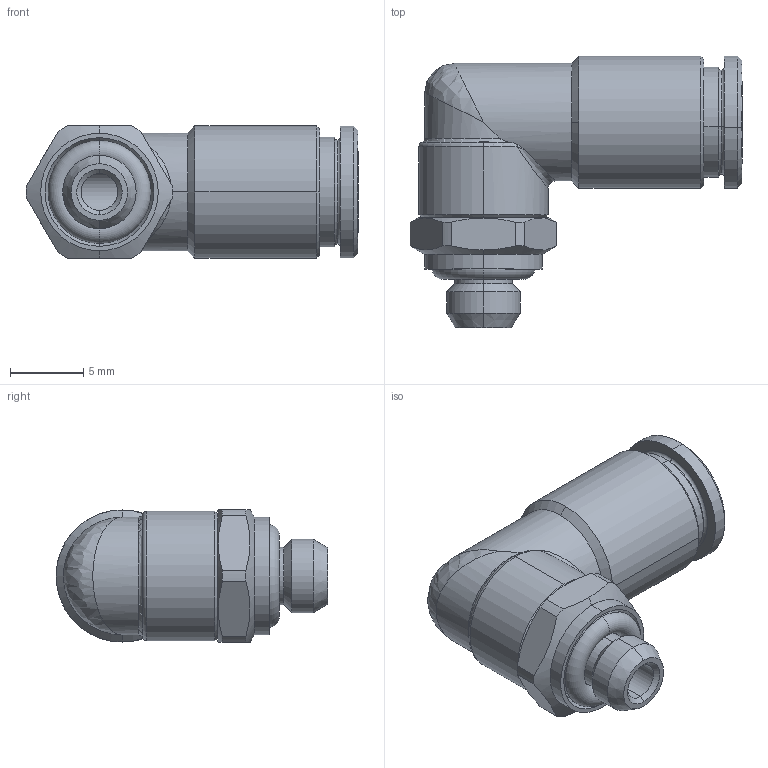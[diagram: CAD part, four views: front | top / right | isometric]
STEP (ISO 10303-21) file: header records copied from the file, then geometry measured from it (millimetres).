
FILE_DESCRIPTION (( 'STEP AP203' ), '1' );
FILE_NAME ('X0060010.STEP', '2010-09-24T13:39:01', ( '' ), ( 'sopra-pneumatic' ), 'SwSTEP 2.0', 'SolidWorks 2009', '' );
FILE_SCHEMA (( 'CONFIG_CONTROL_DESIGN' ));
Length unit declared in the file: millimetre
Products named in the file (1): X0060010
Bounding box: 22.6 x 18.5 x 9 mm (x, y, z)
Volume: 1386.4 mm3; surface area: 1388.8 mm2
Topology: 2 solids, 2 shells, 88 faces, 211 edges, 127 vertices
Faces by surface type: cone 29, cylinder 29, plane 14, torus 12, bspline 4
Entity records: 3585 total; most frequent: CARTESIAN_POINT 1492, DIRECTION 446, ORIENTED_EDGE 412, EDGE_CURVE 206, AXIS2_PLACEMENT_3D 192, VERTEX_POINT 125, CIRCLE 107, EDGE_LOOP 95
